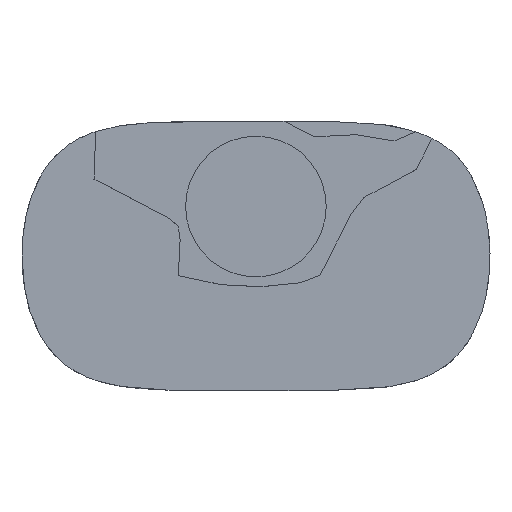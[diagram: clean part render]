
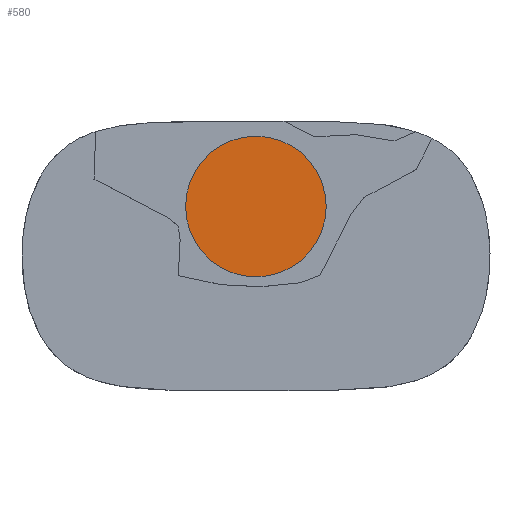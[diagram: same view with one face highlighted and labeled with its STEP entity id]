
A CAD part, top view. The second image highlights one B-rep face of the part: STEP entity #580.
In plain terms, the highlighted planar face has unit normal (0, 0, 1).
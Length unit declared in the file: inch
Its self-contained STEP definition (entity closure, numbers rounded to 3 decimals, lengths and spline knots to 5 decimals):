
#18=CIRCLE('',#606,1.05969);
#77=FACE_OUTER_BOUND('',#107,.T.);
#107=EDGE_LOOP('',(#514));
#279=VERTEX_POINT('',#2326);
#363=EDGE_CURVE('',#279,#279,#18,.T.);
#514=ORIENTED_EDGE('',*,*,#363,.F.);
#551=PLANE('',#607);
#580=ADVANCED_FACE('',(#77),#551,.F.);
#606=AXIS2_PLACEMENT_3D('',#2328,#710,#711);
#607=AXIS2_PLACEMENT_3D('',#2329,#712,#713);
#710=DIRECTION('center_axis',(0.,0.,-1.));
#711=DIRECTION('ref_axis',(1.,0.,0.));
#712=DIRECTION('center_axis',(0.,0.,-1.));
#713=DIRECTION('ref_axis',(-1.,0.,0.));
#2326=CARTESIAN_POINT('',(-1.06119,0.74613,0.));
#2328=CARTESIAN_POINT('Origin',(-0.0015,0.74613,
0.));
#2329=CARTESIAN_POINT('Origin',(-0.0015,0.74613,
0.));
